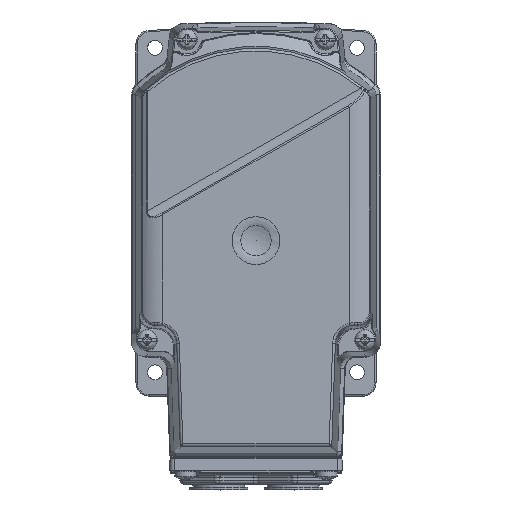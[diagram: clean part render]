
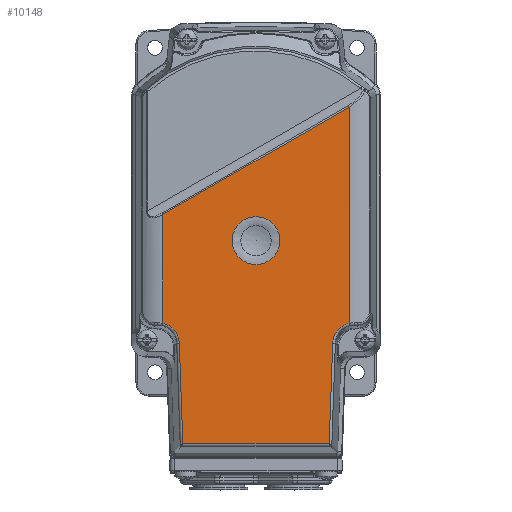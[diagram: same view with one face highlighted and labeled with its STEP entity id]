
A CAD part, top view. The second image highlights one B-rep face of the part: STEP entity #10148.
In plain terms, the highlighted planar face has unit normal (0, 0, 1).
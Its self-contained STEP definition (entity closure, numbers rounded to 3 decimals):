
#8218=FACE_BOUND('',#13485,.T.);
#8219=FACE_BOUND('',#13486,.T.);
#8874=CIRCLE('',#31429,9.);
#10148=ADVANCED_FACE('',(#8218,#8219),#11289,.F.);
#11289=PLANE('',#31430);
#13485=EDGE_LOOP('',(#19892,#19893,#19894,#19895,#19896,#19897,#19898,#19899));
#13486=EDGE_LOOP('',(#19900));
#15709=LINE('',#46525,#16925);
#15710=LINE('',#46530,#16926);
#15711=LINE('',#46532,#16927);
#15712=LINE('',#46534,#16928);
#15713=LINE('',#46538,#16929);
#15714=LINE('',#46540,#16930);
#16925=VECTOR('',#35254,1.);
#16926=VECTOR('',#35257,1.);
#16927=VECTOR('',#35258,1.);
#16928=VECTOR('',#35259,1.);
#16929=VECTOR('',#35262,1.);
#16930=VECTOR('',#35263,1.);
#19892=ORIENTED_EDGE('',*,*,#27905,.T.);
#19893=ORIENTED_EDGE('',*,*,#27906,.T.);
#19894=ORIENTED_EDGE('',*,*,#27907,.T.);
#19895=ORIENTED_EDGE('',*,*,#27908,.T.);
#19896=ORIENTED_EDGE('',*,*,#27909,.F.);
#19897=ORIENTED_EDGE('',*,*,#27910,.T.);
#19898=ORIENTED_EDGE('',*,*,#27911,.T.);
#19899=ORIENTED_EDGE('',*,*,#27912,.T.);
#19900=ORIENTED_EDGE('',*,*,#27913,.F.);
#25379=VERTEX_POINT('',#46526);
#25380=VERTEX_POINT('',#46527);
#25381=VERTEX_POINT('',#46529);
#25382=VERTEX_POINT('',#46531);
#25383=VERTEX_POINT('',#46533);
#25384=VERTEX_POINT('',#46535);
#25385=VERTEX_POINT('',#46537);
#25386=VERTEX_POINT('',#46539);
#25387=VERTEX_POINT('',#46542);
#27905=EDGE_CURVE('',#25379,#25380,#15709,.T.);
#27906=EDGE_CURVE('',#25380,#25381,#30382,.T.);
#27907=EDGE_CURVE('',#25381,#25382,#15710,.T.);
#27908=EDGE_CURVE('',#25382,#25383,#15711,.T.);
#27909=EDGE_CURVE('',#25384,#25383,#15712,.T.);
#27910=EDGE_CURVE('',#25384,#25385,#30383,.T.);
#27911=EDGE_CURVE('',#25385,#25386,#15713,.T.);
#27912=EDGE_CURVE('',#25386,#25379,#15714,.T.);
#27913=EDGE_CURVE('',#25387,#25387,#8874,.T.);
#30382=ELLIPSE('',#31427,8.005,8.);
#30383=ELLIPSE('',#31428,8.005,8.);
#31427=AXIS2_PLACEMENT_3D('',#46528,#35255,#35256);
#31428=AXIS2_PLACEMENT_3D('',#46536,#35260,#35261);
#31429=AXIS2_PLACEMENT_3D('',#46541,#35264,#35265);
#31430=AXIS2_PLACEMENT_3D('',#46543,#35266,#35267);
#35254=DIRECTION('',(0.035,0.999,0.));
#35255=DIRECTION('',(0.,0.,-1.));
#35256=DIRECTION('',(0.695,-0.719,0.));
#35257=DIRECTION('',(0.,1.,0.));
#35258=DIRECTION('',(-0.866,-0.5,0.));
#35259=DIRECTION('',(0.,1.,0.));
#35260=DIRECTION('',(0.,0.,-1.));
#35261=DIRECTION('',(-0.695,-0.719,0.));
#35262=DIRECTION('',(0.035,-0.999,0.));
#35263=DIRECTION('',(1.,0.,0.));
#35264=DIRECTION('',(0.,0.,1.));
#35265=DIRECTION('',(1.,0.,0.));
#35266=DIRECTION('',(0.,0.,-1.));
#35267=DIRECTION('',(-1.,0.,0.));
#46525=CARTESIAN_POINT('',(30.495,66.935,95.5));
#46526=CARTESIAN_POINT('',(27.529,-18.025,95.5));
#46527=CARTESIAN_POINT('',(28.848,19.757,95.5));
#46528=CARTESIAN_POINT('',(36.846,19.472,95.5));
#46529=CARTESIAN_POINT('',(35.,27.26,95.5));
#46530=CARTESIAN_POINT('',(35.,-21.5,95.5));
#46531=CARTESIAN_POINT('',(35.,108.615,95.5));
#46532=CARTESIAN_POINT('',(-8.837,83.306,95.5));
#46533=CARTESIAN_POINT('',(-35.,68.201,95.5));
#46534=CARTESIAN_POINT('',(-35.,-21.5,95.5));
#46535=CARTESIAN_POINT('',(-35.,27.26,95.5));
#46536=CARTESIAN_POINT('',(-36.846,19.472,95.5));
#46537=CARTESIAN_POINT('',(-28.848,19.757,95.5));
#46538=CARTESIAN_POINT('',(-30.495,66.935,95.5));
#46539=CARTESIAN_POINT('',(-27.529,-18.025,95.5));
#46540=CARTESIAN_POINT('',(0.,-18.025,95.5));
#46541=CARTESIAN_POINT('',(0.,58.355,95.5));
#46542=CARTESIAN_POINT('',(9.,58.355,95.5));
#46543=CARTESIAN_POINT('',(0.,68.,95.5));
